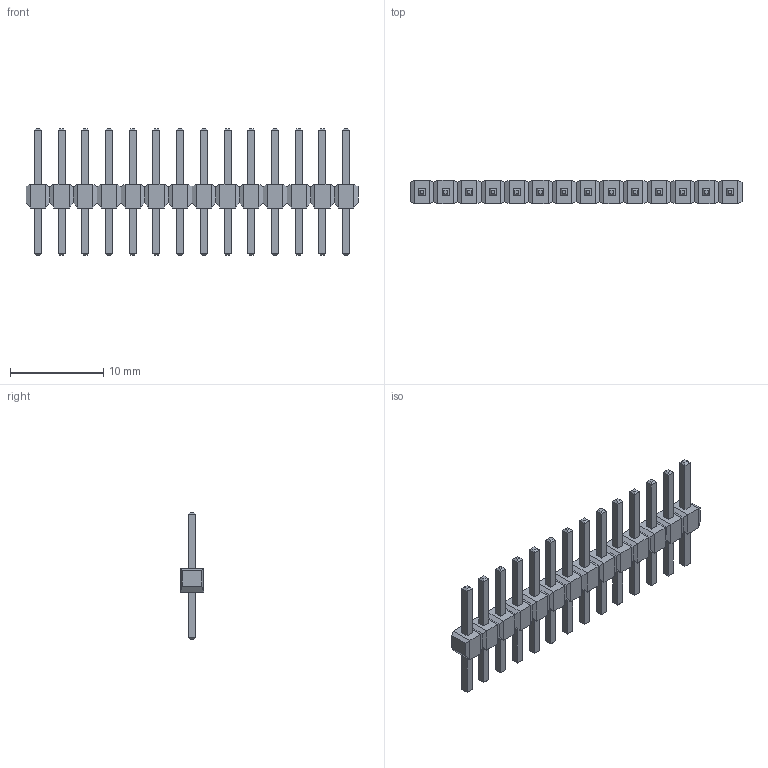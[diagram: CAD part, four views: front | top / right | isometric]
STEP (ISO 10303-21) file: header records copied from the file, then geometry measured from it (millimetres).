
FILE_DESCRIPTION(('STEP AP214'),'1');
FILE_NAME('CONN_PH1-14-UA_ADM','2024-11-18T02:51:43',(''),(''),'','','');
FILE_SCHEMA(('AUTOMOTIVE_DESIGN'));
Length unit declared in the file: millimetre
Products named in the file (1): product
Bounding box: 35.56 x 2.49 x 13.59 mm (x, y, z)
Volume: 294.4 mm3; surface area: 871.5 mm2
Topology: 29 solids, 29 shells, 450 faces, 900 edges, 508 vertices
Faces by surface type: plane 450
Entity records: 10698 total; most frequent: DIRECTION 1802, ORIENTED_EDGE 1800, CARTESIAN_POINT 959, EDGE_CURVE 900, LINE 900, VECTOR 900, VERTEX_POINT 508, AXIS2_PLACEMENT_3D 451
